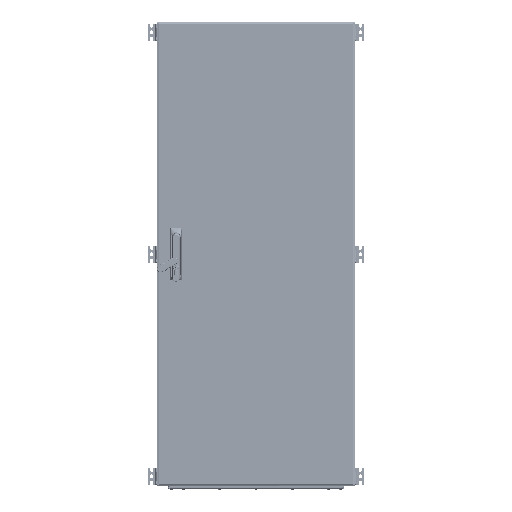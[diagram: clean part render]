
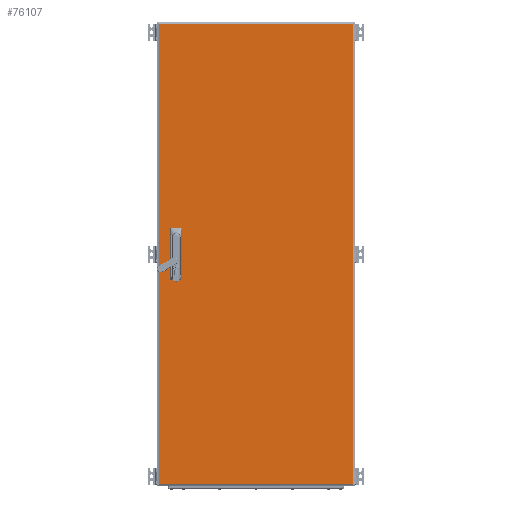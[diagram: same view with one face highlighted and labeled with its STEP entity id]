
A CAD part, top view. The second image highlights one B-rep face of the part: STEP entity #76107.
In plain terms, the highlighted planar face has unit normal (0, 0, 1).
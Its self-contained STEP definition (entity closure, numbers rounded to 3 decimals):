
#2843 = CARTESIAN_POINT ( 'NONE',  ( 0., 75., 0. ) ) ;
#4853 = LINE ( 'NONE', #68453, #117191 ) ;
#9706 = DIRECTION ( 'NONE',  ( -1., 0., 0. ) ) ;
#11820 = VECTOR ( 'NONE', #17218, 1000. ) ;
#13497 = CARTESIAN_POINT ( 'NONE',  ( -228.8, 0., 0. ) ) ;
#13680 = CARTESIAN_POINT ( 'NONE',  ( 0., 25., 0. ) ) ;
#15740 = LINE ( 'NONE', #13680, #17847 ) ;
#17218 = DIRECTION ( 'NONE',  ( 1., 0., 0. ) ) ;
#17847 = VECTOR ( 'NONE', #140762, 1000. ) ;
#18500 = CARTESIAN_POINT ( 'NONE',  ( -253.8, 0., 0. ) ) ;
#18706 = CARTESIAN_POINT ( 'NONE',  ( -228.8, 75., 0. ) ) ;
#18783 = DIRECTION ( 'NONE',  ( 0., 1., 0. ) ) ;
#20160 = CARTESIAN_POINT ( 'NONE',  ( -228.8, -75., 0. ) ) ;
#22319 = CARTESIAN_POINT ( 'NONE',  ( 0., 0., 0. ) ) ;
#23316 = FACE_OUTER_BOUND ( 'NONE', #180264, .T. ) ;
#23458 = CARTESIAN_POINT ( 'NONE',  ( -293., -693., 0. ) ) ;
#26529 = CARTESIAN_POINT ( 'NONE',  ( -228.8, -25., 0. ) ) ;
#27725 = VECTOR ( 'NONE', #117488, 1000. ) ;
#29617 = EDGE_CURVE ( 'NONE', #186955, #64419, #58358, .T. ) ;
#30520 = DIRECTION ( 'NONE',  ( -1., 0., 0. ) ) ;
#34338 = CARTESIAN_POINT ( 'NONE',  ( -253.8, -75., 0. ) ) ;
#36228 = VERTEX_POINT ( 'NONE', #185602 ) ;
#37416 = EDGE_CURVE ( 'NONE', #162978, #193853, #57394, .T. ) ;
#40472 = ORIENTED_EDGE ( 'NONE', *, *, #169248, .F. ) ;
#42049 = CARTESIAN_POINT ( 'NONE',  ( -228.8, 25., 0. ) ) ;
#43936 = EDGE_CURVE ( 'NONE', #66407, #36228, #96406, .T. ) ;
#47940 = ORIENTED_EDGE ( 'NONE', *, *, #186669, .T. ) ;
#53645 = ORIENTED_EDGE ( 'NONE', *, *, #176229, .T. ) ;
#54296 = EDGE_CURVE ( 'NONE', #76117, #147354, #69526, .T. ) ;
#56224 = EDGE_CURVE ( 'NONE', #186955, #161102, #99816, .T. ) ;
#57394 = LINE ( 'NONE', #168791, #111528 ) ;
#58358 = LINE ( 'NONE', #20160, #116701 ) ;
#61415 = CARTESIAN_POINT ( 'NONE',  ( -253.8, 25., 0. ) ) ;
#63197 = AXIS2_PLACEMENT_3D ( 'NONE', #22319, #152383, #9706 ) ;
#64419 = VERTEX_POINT ( 'NONE', #26529 ) ;
#66407 = VERTEX_POINT ( 'NONE', #23458 ) ;
#68453 = CARTESIAN_POINT ( 'NONE',  ( -293., 694.293, 0. ) ) ;
#69526 = LINE ( 'NONE', #2843, #170761 ) ;
#69891 = VERTEX_POINT ( 'NONE', #61415 ) ;
#74534 = VECTOR ( 'NONE', #159092, 1000. ) ;
#75474 = ORIENTED_EDGE ( 'NONE', *, *, #89569, .T. ) ;
#76107 = ADVANCED_FACE ( 'NONE', ( #180559, #23316, #164994 ), #86892, .F. ) ;
#76117 = VERTEX_POINT ( 'NONE', #18706 ) ;
#78567 = VERTEX_POINT ( 'NONE', #42049 ) ;
#79255 = CARTESIAN_POINT ( 'NONE',  ( 293., -694.293, 0. ) ) ;
#83291 = LINE ( 'NONE', #34338, #105279 ) ;
#86892 = PLANE ( 'NONE',  #63197 ) ;
#89569 = EDGE_CURVE ( 'NONE', #76117, #78567, #90676, .T. ) ;
#90676 = LINE ( 'NONE', #13497, #122074 ) ;
#94877 = LINE ( 'NONE', #79255, #191265 ) ;
#95031 = ORIENTED_EDGE ( 'NONE', *, *, #29617, .F. ) ;
#96406 = LINE ( 'NONE', #159883, #11820 ) ;
#99816 = LINE ( 'NONE', #165387, #27725 ) ;
#102376 = EDGE_CURVE ( 'NONE', #36228, #162978, #94877, .T. ) ;
#102700 = ORIENTED_EDGE ( 'NONE', *, *, #113474, .F. ) ;
#105279 = VECTOR ( 'NONE', #127036, 1000. ) ;
#106287 = VERTEX_POINT ( 'NONE', #151662 ) ;
#107626 = LINE ( 'NONE', #124286, #191229 ) ;
#111528 = VECTOR ( 'NONE', #136559, 1000. ) ;
#113474 = EDGE_CURVE ( 'NONE', #147354, #69891, #114294, .T. ) ;
#114294 = LINE ( 'NONE', #18500, #74534 ) ;
#116701 = VECTOR ( 'NONE', #185335, 1000. ) ;
#117191 = VECTOR ( 'NONE', #131989, 1000. ) ;
#117488 = DIRECTION ( 'NONE',  ( -1., 0., 0. ) ) ;
#118780 = CARTESIAN_POINT ( 'NONE',  ( -228.8, -75., 0. ) ) ;
#122074 = VECTOR ( 'NONE', #154124, 1000. ) ;
#124286 = CARTESIAN_POINT ( 'NONE',  ( -228.8, -25., 0. ) ) ;
#127036 = DIRECTION ( 'NONE',  ( 0., 1., 0. ) ) ;
#131989 = DIRECTION ( 'NONE',  ( 0., -1., 0. ) ) ;
#134386 = ORIENTED_EDGE ( 'NONE', *, *, #102376, .T. ) ;
#136559 = DIRECTION ( 'NONE',  ( -1., 0., 0. ) ) ;
#137155 = EDGE_LOOP ( 'NONE', ( #196255, #53645, #40472, #95031 ) ) ;
#137521 = CARTESIAN_POINT ( 'NONE',  ( 293., 693., 0. ) ) ;
#140762 = DIRECTION ( 'NONE',  ( -1., 0., 0. ) ) ;
#146586 = DIRECTION ( 'NONE',  ( -1., 0., 0. ) ) ;
#147354 = VERTEX_POINT ( 'NONE', #193781 ) ;
#149484 = CARTESIAN_POINT ( 'NONE',  ( -253.8, -75., 0. ) ) ;
#150940 = ORIENTED_EDGE ( 'NONE', *, *, #43936, .T. ) ;
#151662 = CARTESIAN_POINT ( 'NONE',  ( -253.8, -25., 0. ) ) ;
#152153 = EDGE_CURVE ( 'NONE', #193853, #66407, #4853, .T. ) ;
#152383 = DIRECTION ( 'NONE',  ( 0., 0., -1. ) ) ;
#154124 = DIRECTION ( 'NONE',  ( 0., -1., 0. ) ) ;
#159092 = DIRECTION ( 'NONE',  ( 0., -1., 0. ) ) ;
#159883 = CARTESIAN_POINT ( 'NONE',  ( -294.293, -693., 0. ) ) ;
#161102 = VERTEX_POINT ( 'NONE', #149484 ) ;
#162978 = VERTEX_POINT ( 'NONE', #137521 ) ;
#164994 = FACE_BOUND ( 'NONE', #137155, .T. ) ;
#165387 = CARTESIAN_POINT ( 'NONE',  ( -228.8, -75., 0. ) ) ;
#166839 = ORIENTED_EDGE ( 'NONE', *, *, #37416, .T. ) ;
#168791 = CARTESIAN_POINT ( 'NONE',  ( 294.293, 693., 0. ) ) ;
#169248 = EDGE_CURVE ( 'NONE', #64419, #106287, #107626, .T. ) ;
#170761 = VECTOR ( 'NONE', #146586, 1000. ) ;
#176195 = ORIENTED_EDGE ( 'NONE', *, *, #54296, .F. ) ;
#176229 = EDGE_CURVE ( 'NONE', #161102, #106287, #83291, .T. ) ;
#180264 = EDGE_LOOP ( 'NONE', ( #150940, #134386, #166839, #199982 ) ) ;
#180559 = FACE_BOUND ( 'NONE', #193123, .T. ) ;
#182329 = CARTESIAN_POINT ( 'NONE',  ( -293., 693., 0. ) ) ;
#185335 = DIRECTION ( 'NONE',  ( 0., 1., 0. ) ) ;
#185602 = CARTESIAN_POINT ( 'NONE',  ( 293., -693., 0. ) ) ;
#186669 = EDGE_CURVE ( 'NONE', #78567, #69891, #15740, .T. ) ;
#186955 = VERTEX_POINT ( 'NONE', #118780 ) ;
#191229 = VECTOR ( 'NONE', #30520, 1000. ) ;
#191265 = VECTOR ( 'NONE', #18783, 1000. ) ;
#193123 = EDGE_LOOP ( 'NONE', ( #102700, #176195, #75474, #47940 ) ) ;
#193781 = CARTESIAN_POINT ( 'NONE',  ( -253.8, 75., 0. ) ) ;
#193853 = VERTEX_POINT ( 'NONE', #182329 ) ;
#196255 = ORIENTED_EDGE ( 'NONE', *, *, #56224, .T. ) ;
#199982 = ORIENTED_EDGE ( 'NONE', *, *, #152153, .T. ) ;
